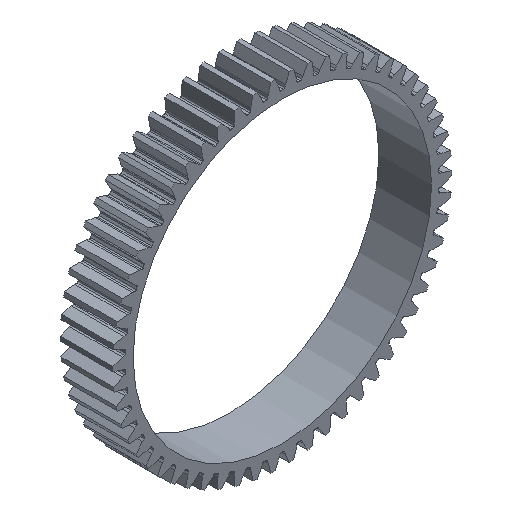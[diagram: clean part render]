
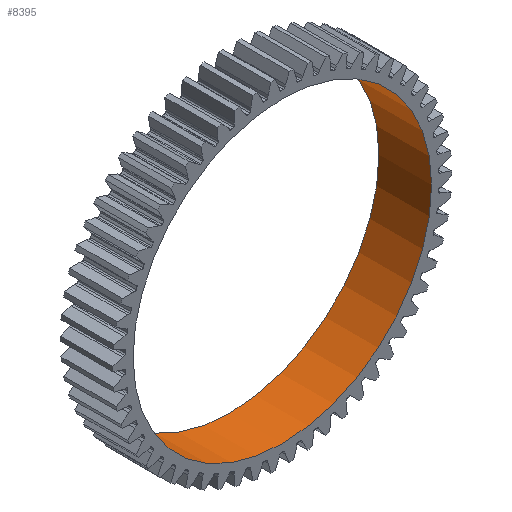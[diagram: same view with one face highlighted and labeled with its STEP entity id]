
A CAD part, isometric view. The second image highlights one B-rep face of the part: STEP entity #8395.
In plain terms, the highlighted cylindrical face has radius 34.025 mm (diameter 68.05 mm), a full revolution.
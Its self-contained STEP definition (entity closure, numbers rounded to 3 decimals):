
#715=FACE_OUTER_BOUND('',#1182,.T.);
#1182=EDGE_LOOP('',(#5372,#5373,#5374,#5375));
#1651=LINE('',#11451,#2116);
#2116=VECTOR('',#9583,34.025);
#2581=CIRCLE('',#8877,34.025);
#2582=CIRCLE('',#8878,34.025);
#3047=VERTEX_POINT('',#11448);
#3048=VERTEX_POINT('',#11450);
#3977=EDGE_CURVE('',#3047,#3047,#2581,.T.);
#3978=EDGE_CURVE('',#3047,#3048,#1651,.T.);
#3979=EDGE_CURVE('',#3048,#3048,#2582,.T.);
#5372=ORIENTED_EDGE('',*,*,#3977,.F.);
#5373=ORIENTED_EDGE('',*,*,#3978,.T.);
#5374=ORIENTED_EDGE('',*,*,#3979,.T.);
#5375=ORIENTED_EDGE('',*,*,#3978,.F.);
#8162=CYLINDRICAL_SURFACE('',#8876,34.025);
#8395=ADVANCED_FACE('',(#715),#8162,.F.);
#8876=AXIS2_PLACEMENT_3D('',#11447,#9579,#9580);
#8877=AXIS2_PLACEMENT_3D('',#11449,#9581,#9582);
#8878=AXIS2_PLACEMENT_3D('',#11452,#9584,#9585);
#9579=DIRECTION('center_axis',(0.,1.,0.));
#9580=DIRECTION('ref_axis',(1.,0.,0.));
#9581=DIRECTION('center_axis',(0.,-1.,0.));
#9582=DIRECTION('ref_axis',(1.,0.,0.));
#9583=DIRECTION('',(0.,-1.,0.));
#9584=DIRECTION('center_axis',(0.,-1.,0.));
#9585=DIRECTION('ref_axis',(1.,0.,0.));
#11447=CARTESIAN_POINT('Origin',(0.,-49.5,0.));
#11448=CARTESIAN_POINT('',(-34.025,-37.5,0.));
#11449=CARTESIAN_POINT('Origin',(0.,-37.5,0.));
#11450=CARTESIAN_POINT('',(-34.025,-49.5,0.));
#11451=CARTESIAN_POINT('',(-34.025,-49.5,0.));
#11452=CARTESIAN_POINT('Origin',(0.,-49.5,0.));
